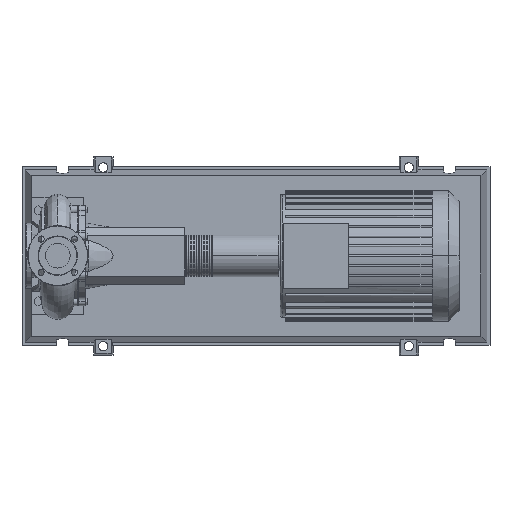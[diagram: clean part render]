
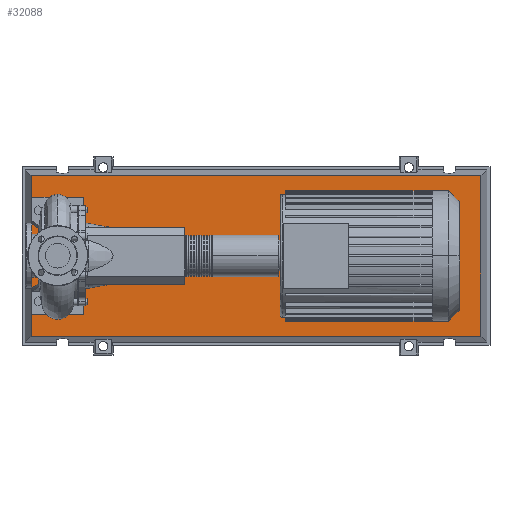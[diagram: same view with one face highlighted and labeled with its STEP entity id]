
A CAD part, top view. The second image highlights one B-rep face of the part: STEP entity #32088.
In plain terms, the highlighted planar face has unit normal (0, 0, 1).
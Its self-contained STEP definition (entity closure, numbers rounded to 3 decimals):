
#28255=CARTESIAN_POINT('',(1301.732,-246.732,103.0));
#28256=VERTEX_POINT('',#28255);
#28263=CARTESIAN_POINT('',(-81.732,-246.732,103.0));
#28264=VERTEX_POINT('',#28263);
#28265=CARTESIAN_POINT('',(1301.732,-246.732,103.0));
#28266=DIRECTION('',(-1.0,0.0,0.0));
#28267=VECTOR('',#28266,1383.465);
#28268=LINE('',#28265,#28267);
#28269=EDGE_CURVE('',#28256,#28264,#28268,.T.);
#32001=CARTESIAN_POINT('',(1301.732,246.732,103.0));
#32002=VERTEX_POINT('',#32001);
#32003=CARTESIAN_POINT('',(1301.732,246.732,103.0));
#32004=DIRECTION('',(0.0,-1.0,0.0));
#32005=VECTOR('',#32004,493.465);
#32006=LINE('',#32003,#32005);
#32007=EDGE_CURVE('',#32002,#28256,#32006,.T.);
#32025=CARTESIAN_POINT('',(-81.732,246.732,103.0));
#32026=VERTEX_POINT('',#32025);
#32027=CARTESIAN_POINT('',(-81.732,-246.732,103.0));
#32028=DIRECTION('',(0.0,1.0,0.0));
#32029=VECTOR('',#32028,493.465);
#32030=LINE('',#32027,#32029);
#32031=EDGE_CURVE('',#28264,#32026,#32030,.T.);
#32064=CARTESIAN_POINT('',(-81.732,246.732,103.0));
#32065=DIRECTION('',(1.0,0.0,0.0));
#32066=VECTOR('',#32065,1383.465);
#32067=LINE('',#32064,#32066);
#32068=EDGE_CURVE('',#32026,#32002,#32067,.T.);
#32077=CARTESIAN_POINT('',(610.,0.0,103.0));
#32078=DIRECTION('',(0.0,0.0,1.0));
#32079=DIRECTION('',(1.0,0.0,0.0));
#32080=AXIS2_PLACEMENT_3D('',#32077,#32078,#32079);
#32081=PLANE('',#32080);
#32082=ORIENTED_EDGE('',*,*,#32007,.F.);
#32083=ORIENTED_EDGE('',*,*,#32068,.F.);
#32084=ORIENTED_EDGE('',*,*,#32031,.F.);
#32085=ORIENTED_EDGE('',*,*,#28269,.F.);
#32086=EDGE_LOOP('',(#32082,#32083,#32084,#32085));
#32087=FACE_OUTER_BOUND('',#32086,.T.);
#32088=ADVANCED_FACE('',(#32087),#32081,.T.);
